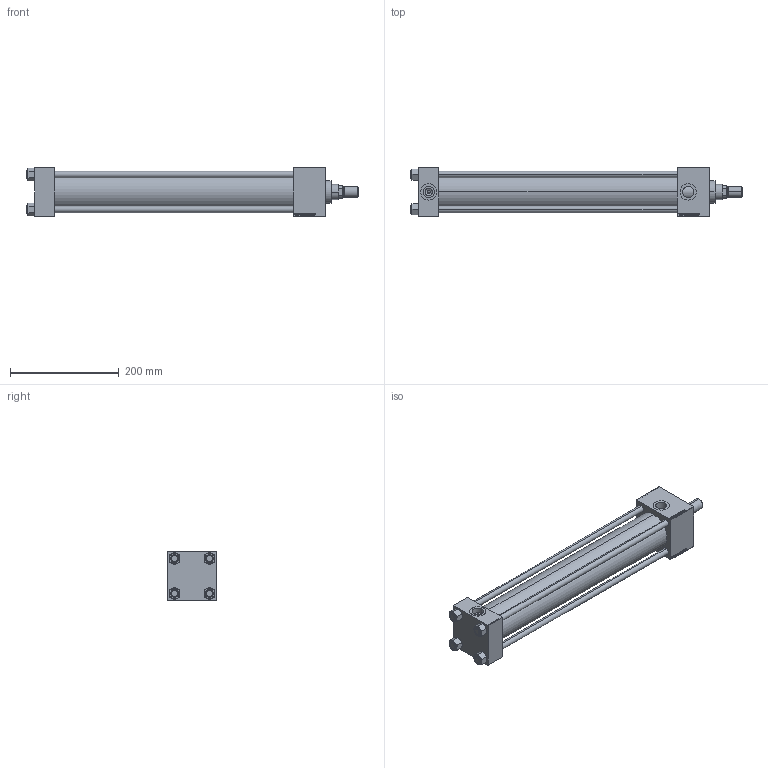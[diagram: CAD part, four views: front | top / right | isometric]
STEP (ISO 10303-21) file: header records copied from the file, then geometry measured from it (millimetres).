
FILE_DESCRIPTION (( 'STEP AP203' ), '1' );
FILE_NAME ('89e6.STEP', '2025-07-16T05:59:49', ( '' ), ( '' ), 'SwSTEP 2.0', 'SolidWorks 2019', '' );
FILE_SCHEMA (( 'CONFIG_CONTROL_DESIGN' ));
Length unit declared in the file: millimetre
Products named in the file (7): 89e6; V215CR_C_TYCINKA dca1fb29e7902e6bba185d29d5d815dd; V215CR_VCP_C dca1fb29e7902e6bba185d29d5d815dd; ROD_END_AH dca1fb29e7902e6bba185d29d5d815dd; NUT_M5_C dca1fb29e7902e6bba185d29d5d815dd; V215CR_C_Body dca1fb29e7902e6bba185d29d5d815dd; V215_VC_A dca1fb29e7902e6bba185d29d5d815dd
Assembly tree (12 placements, depth 2):
  89e6
    V215CR_C_Body dca1fb29e7902e6bba185d29d5d815dd
    V215CR_VCP_C dca1fb29e7902e6bba185d29d5d815dd
    NUT_M5_C dca1fb29e7902e6bba185d29d5d815dd  x4
    V215CR_C_TYCINKA dca1fb29e7902e6bba185d29d5d815dd  x4
    V215_VC_A dca1fb29e7902e6bba185d29d5d815dd
    ROD_END_AH dca1fb29e7902e6bba185d29d5d815dd
Bounding box: 611 x 90 x 90 mm (x, y, z)
Volume: 1597806 mm3; surface area: 429873.4 mm2
Topology: 12 solids, 12 shells, 1162 faces, 2903 edges, 1883 vertices
Faces by surface type: plane 530, bspline 392, cone 140, cylinder 90, torus 10
Entity records: 50696 total; most frequent: CARTESIAN_POINT 27180, ORIENTED_EDGE 5298, DIRECTION 3375, EDGE_CURVE 2649, VERTEX_POINT 1739, LINE 1599, VECTOR 1599, EDGE_LOOP 1172
